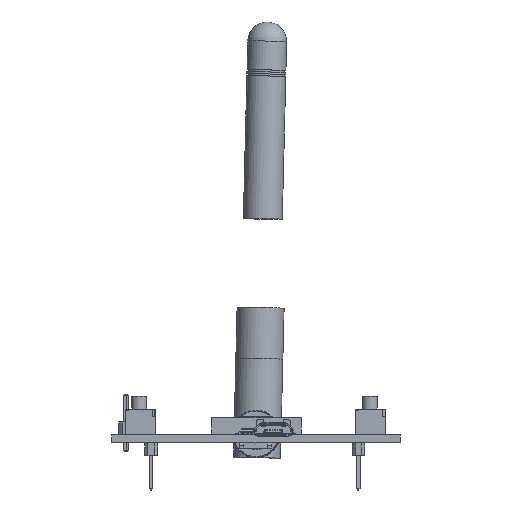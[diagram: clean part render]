
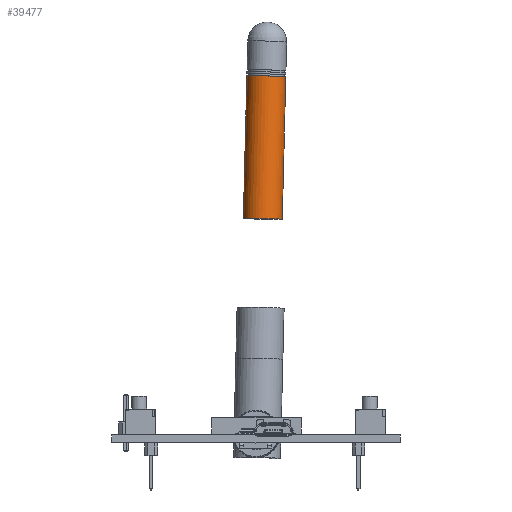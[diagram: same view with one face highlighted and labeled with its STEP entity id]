
A CAD part, front view. The second image highlights one B-rep face of the part: STEP entity #39477.
In plain terms, the highlighted cylindrical face has radius 3.85 mm (diameter 7.7 mm), a full revolution.
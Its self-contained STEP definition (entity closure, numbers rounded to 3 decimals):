
#4018=FACE_OUTER_BOUND('',#6379,.T.);
#6379=EDGE_LOOP('',(#32382,#32383,#32384,#32385,#32386));
#10013=LINE('',#61094,#14578);
#14578=VECTOR('',#49550,3.85);
#17123=CIRCLE('',#42386,3.85);
#17124=CIRCLE('',#42387,3.85);
#17125=CIRCLE('',#42388,3.85);
#19533=VERTEX_POINT('',#61090);
#19534=VERTEX_POINT('',#61091);
#19535=VERTEX_POINT('',#61093);
#24059=EDGE_CURVE('',#19533,#19534,#17123,.T.);
#24060=EDGE_CURVE('',#19534,#19535,#10013,.T.);
#24061=EDGE_CURVE('',#19535,#19535,#17124,.T.);
#24062=EDGE_CURVE('',#19534,#19533,#17125,.T.);
#32382=ORIENTED_EDGE('',*,*,#24059,.T.);
#32383=ORIENTED_EDGE('',*,*,#24060,.T.);
#32384=ORIENTED_EDGE('',*,*,#24061,.T.);
#32385=ORIENTED_EDGE('',*,*,#24060,.F.);
#32386=ORIENTED_EDGE('',*,*,#24062,.T.);
#38116=CYLINDRICAL_SURFACE('',#42385,3.85);
#39477=ADVANCED_FACE('',(#4018),#38116,.T.);
#42385=AXIS2_PLACEMENT_3D('',#61089,#49546,#49547);
#42386=AXIS2_PLACEMENT_3D('',#61092,#49548,#49549);
#42387=AXIS2_PLACEMENT_3D('',#61095,#49551,#49552);
#42388=AXIS2_PLACEMENT_3D('',#61096,#49553,#49554);
#49546=DIRECTION('center_axis',(0.025,0.021,-0.999));
#49547=DIRECTION('ref_axis',(-0.999,0.025,-0.024));
#49548=DIRECTION('center_axis',(-0.025,-0.021,
0.999));
#49549=DIRECTION('ref_axis',(-0.999,0.025,-0.024));
#49550=DIRECTION('',(-0.025,-0.021,0.999));
#49551=DIRECTION('center_axis',(0.025,0.021,-0.999));
#49552=DIRECTION('ref_axis',(-0.999,0.025,-0.024));
#49553=DIRECTION('center_axis',(-0.025,-0.021,
0.999));
#49554=DIRECTION('ref_axis',(-0.999,0.025,-0.024));
#61089=CARTESIAN_POINT('Origin',(-1.373,-38.727,42.717));
#61090=CARTESIAN_POINT('',(-5.221,-38.632,42.624));
#61091=CARTESIAN_POINT('',(2.475,-38.822,42.81));
#61092=CARTESIAN_POINT('Origin',(-1.373,-38.727,42.717));
#61093=CARTESIAN_POINT('',(1.779,-39.422,70.995));
#61094=CARTESIAN_POINT('',(2.475,-38.822,42.81));
#61095=CARTESIAN_POINT('Origin',(-2.069,-39.327,70.902));
#61096=CARTESIAN_POINT('Origin',(-1.373,-38.727,42.717));
